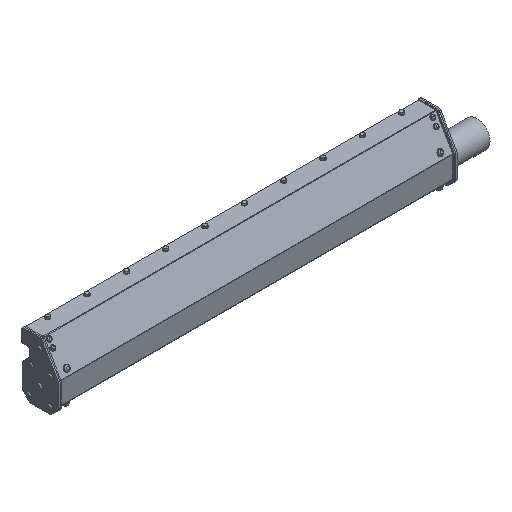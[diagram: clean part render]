
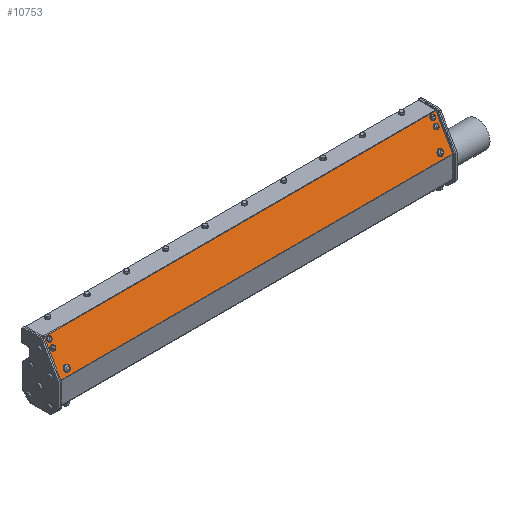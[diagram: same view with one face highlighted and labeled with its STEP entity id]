
A CAD part, isometric view. The second image highlights one B-rep face of the part: STEP entity #10753.
In plain terms, the highlighted planar face has unit normal (0, -0.866, 0.5).
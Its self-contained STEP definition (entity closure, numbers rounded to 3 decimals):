
#235=LINE('',#40119,#673);
#236=LINE('',#40124,#674);
#237=LINE('',#40125,#675);
#238=LINE('',#40126,#676);
#673=VECTOR('',#13950,0.394);
#674=VECTOR('',#13955,0.394);
#675=VECTOR('',#13956,0.394);
#676=VECTOR('',#13957,0.394);
#1193=FACE_BOUND('',#4032,.T.);
#1194=FACE_BOUND('',#4033,.T.);
#1195=FACE_BOUND('',#4034,.T.);
#1196=FACE_BOUND('',#4035,.T.);
#1197=FACE_BOUND('',#4036,.T.);
#1198=FACE_BOUND('',#4037,.T.);
#1545=PLANE('',#11765);
#2370=CIRCLE('',#11766,0.217);
#2371=CIRCLE('',#11767,0.217);
#2372=CIRCLE('',#11768,0.177);
#2373=CIRCLE('',#11769,0.177);
#2374=CIRCLE('',#11770,0.177);
#2375=CIRCLE('',#11771,0.177);
#3233=FACE_OUTER_BOUND('',#4031,.T.);
#4031=EDGE_LOOP('',(#9110,#9111,#9112,#9113));
#4032=EDGE_LOOP('',(#9114));
#4033=EDGE_LOOP('',(#9115));
#4034=EDGE_LOOP('',(#9116));
#4035=EDGE_LOOP('',(#9117));
#4036=EDGE_LOOP('',(#9118));
#4037=EDGE_LOOP('',(#9119));
#5566=VERTEX_POINT('',#40116);
#5567=VERTEX_POINT('',#40118);
#5568=VERTEX_POINT('',#40122);
#5569=VERTEX_POINT('',#40123);
#5570=VERTEX_POINT('',#40127);
#5571=VERTEX_POINT('',#40129);
#5572=VERTEX_POINT('',#40131);
#5573=VERTEX_POINT('',#40133);
#5574=VERTEX_POINT('',#40135);
#5575=VERTEX_POINT('',#40137);
#6895=EDGE_CURVE('',#5566,#5567,#235,.T.);
#6897=EDGE_CURVE('',#5568,#5569,#236,.T.);
#6898=EDGE_CURVE('',#5568,#5567,#237,.T.);
#6899=EDGE_CURVE('',#5569,#5566,#238,.T.);
#6900=EDGE_CURVE('',#5570,#5570,#2370,.T.);
#6901=EDGE_CURVE('',#5571,#5571,#2371,.T.);
#6902=EDGE_CURVE('',#5572,#5572,#2372,.T.);
#6903=EDGE_CURVE('',#5573,#5573,#2373,.T.);
#6904=EDGE_CURVE('',#5574,#5574,#2374,.T.);
#6905=EDGE_CURVE('',#5575,#5575,#2375,.T.);
#9110=ORIENTED_EDGE('',*,*,#6897,.F.);
#9111=ORIENTED_EDGE('',*,*,#6898,.T.);
#9112=ORIENTED_EDGE('',*,*,#6895,.F.);
#9113=ORIENTED_EDGE('',*,*,#6899,.F.);
#9114=ORIENTED_EDGE('',*,*,#6900,.T.);
#9115=ORIENTED_EDGE('',*,*,#6901,.T.);
#9116=ORIENTED_EDGE('',*,*,#6902,.T.);
#9117=ORIENTED_EDGE('',*,*,#6903,.T.);
#9118=ORIENTED_EDGE('',*,*,#6904,.T.);
#9119=ORIENTED_EDGE('',*,*,#6905,.T.);
#10753=ADVANCED_FACE('',(#3233,#1193,#1194,#1195,#1196,#1197,#1198),#1545,
 .T.);
#11765=AXIS2_PLACEMENT_3D('',#40121,#13953,#13954);
#11766=AXIS2_PLACEMENT_3D('',#40128,#13958,#13959);
#11767=AXIS2_PLACEMENT_3D('',#40130,#13960,#13961);
#11768=AXIS2_PLACEMENT_3D('',#40132,#13962,#13963);
#11769=AXIS2_PLACEMENT_3D('',#40134,#13964,#13965);
#11770=AXIS2_PLACEMENT_3D('',#40136,#13966,#13967);
#11771=AXIS2_PLACEMENT_3D('',#40138,#13968,#13969);
#13950=DIRECTION('',(1.,0.,0.));
#13953=DIRECTION('center_axis',(0.,-0.866,
0.5));
#13954=DIRECTION('ref_axis',(0.,0.5,0.866));
#13955=DIRECTION('',(-1.,0.,0.));
#13956=DIRECTION('',(0.,0.5,0.866));
#13957=DIRECTION('',(0.,0.5,0.866));
#13958=DIRECTION('center_axis',(0.,0.866,
-0.5));
#13959=DIRECTION('ref_axis',(-0.866,0.25,0.433));
#13960=DIRECTION('center_axis',(0.,0.866,
-0.5));
#13961=DIRECTION('ref_axis',(-0.866,0.25,0.433));
#13962=DIRECTION('center_axis',(0.,0.866,
-0.5));
#13963=DIRECTION('ref_axis',(1.,0.,0.));
#13964=DIRECTION('center_axis',(0.,0.866,
-0.5));
#13965=DIRECTION('ref_axis',(1.,0.,0.));
#13966=DIRECTION('center_axis',(0.,0.866,
-0.5));
#13967=DIRECTION('ref_axis',(1.,0.,0.));
#13968=DIRECTION('center_axis',(0.,0.866,
-0.5));
#13969=DIRECTION('ref_axis',(0.282,0.48,0.831));
#40116=CARTESIAN_POINT('',(-10.5,0.027,3.036));
#40118=CARTESIAN_POINT('',(19.5,0.027,3.036));
#40119=CARTESIAN_POINT('',(19.5,0.027,3.036));
#40121=CARTESIAN_POINT('Origin',(19.5,-1.254,0.819));
#40122=CARTESIAN_POINT('',(19.5,-1.246,0.833));
#40123=CARTESIAN_POINT('',(-10.5,-1.246,0.833));
#40124=CARTESIAN_POINT('',(19.5,-1.246,0.833));
#40125=CARTESIAN_POINT('',(19.5,-1.254,0.819));
#40126=CARTESIAN_POINT('',(-10.5,-1.254,0.819));
#40127=CARTESIAN_POINT('',(18.562,-0.983,1.288));
#40128=CARTESIAN_POINT('Origin',(18.75,-1.037,1.194));
#40129=CARTESIAN_POINT('',(-9.938,-0.983,1.288));
#40130=CARTESIAN_POINT('Origin',(-9.75,-1.037,1.194));
#40131=CARTESIAN_POINT('',(19.302,-0.085,2.844));
#40132=CARTESIAN_POINT('Origin',(19.125,-0.085,2.844));
#40133=CARTESIAN_POINT('',(19.302,-0.351,2.383));
#40134=CARTESIAN_POINT('Origin',(19.125,-0.351,2.383));
#40135=CARTESIAN_POINT('',(-9.948,-0.085,2.844));
#40136=CARTESIAN_POINT('Origin',(-10.125,-0.085,
2.844));
#40137=CARTESIAN_POINT('',(-10.075,-0.266,2.53));
#40138=CARTESIAN_POINT('Origin',(-10.125,-0.351,2.383));
